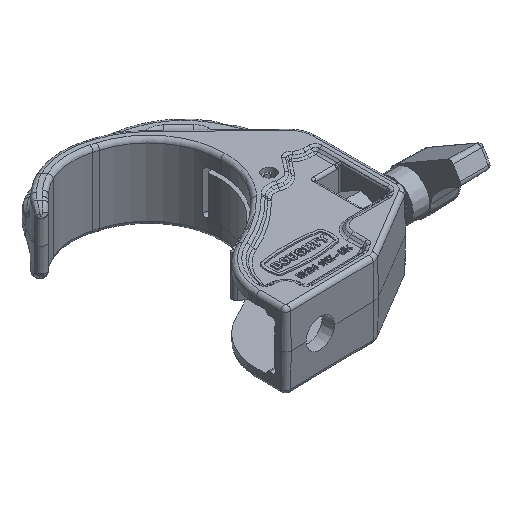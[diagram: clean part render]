
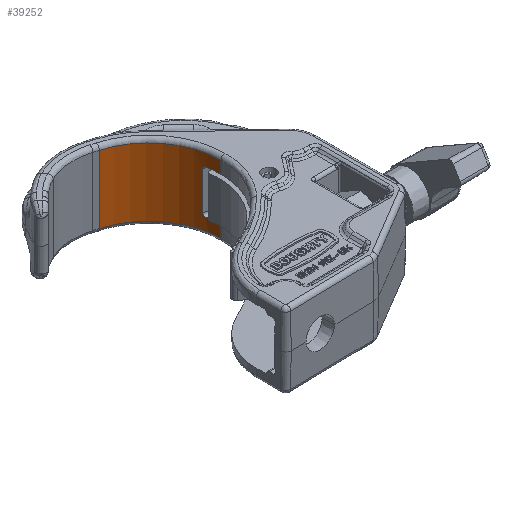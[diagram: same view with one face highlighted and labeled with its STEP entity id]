
A CAD part, isometric view. The second image highlights one B-rep face of the part: STEP entity #39252.
In plain terms, the highlighted cylindrical face has radius 26.719 mm (diameter 53.437 mm), a partial arc.
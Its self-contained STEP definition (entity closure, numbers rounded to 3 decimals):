
#2130 = VERTEX_POINT ( 'NONE', #33545 ) ;
#4495 = CARTESIAN_POINT ( 'NONE',  ( 26.034, 66.429, -8.069 ) ) ;
#4640 = CARTESIAN_POINT ( 'NONE',  ( 7.172, 87.011, 12.526 ) ) ;
#5813 = CARTESIAN_POINT ( 'NONE',  ( 25.865, 67.232, 7.602 ) ) ;
#7094 = CARTESIAN_POINT ( 'NONE',  ( 26.526, 61.327, -8.061 ) ) ;
#7131 = ORIENTED_EDGE ( 'NONE', *, *, #14650, .T. ) ;
#7265 = VECTOR ( 'NONE', #27248, 1000. ) ;
#8271 = CARTESIAN_POINT ( 'NONE',  ( 26.526, 62.994, 8.061 ) ) ;
#8581 = FACE_OUTER_BOUND ( 'NONE', #71868, .T. ) ;
#9423 = DIRECTION ( 'NONE',  ( 0., 0., -1. ) ) ;
#12748 = AXIS2_PLACEMENT_3D ( 'NONE', #35699, #36068, #65156 ) ;
#13034 = EDGE_CURVE ( 'NONE', #40265, #45192, #26421, .T. ) ;
#14165 = CARTESIAN_POINT ( 'NONE',  ( 7.172, 87.011, -12.526 ) ) ;
#14542 = VERTEX_POINT ( 'NONE', #17842 ) ;
#14650 = EDGE_CURVE ( 'NONE', #59109, #44627, #36436, .T. ) ;
#15313 = CIRCLE ( 'NONE', #67796, 26.719 ) ;
#15545 = DIRECTION ( 'NONE',  ( 1., 0., 0. ) ) ;
#15669 = ORIENTED_EDGE ( 'NONE', *, *, #45952, .F. ) ;
#17842 = CARTESIAN_POINT ( 'NONE',  ( 26.526, 61.327, 8.061 ) ) ;
#18779 = CARTESIAN_POINT ( 'NONE',  ( 25.837, 67.353, 7.353 ) ) ;
#20694 = ORIENTED_EDGE ( 'NONE', *, *, #72772, .F. ) ;
#21108 = ORIENTED_EDGE ( 'NONE', *, *, #61856, .F. ) ;
#21455 = CARTESIAN_POINT ( 'NONE',  ( 7.172, 87.011, -14.019 ) ) ;
#21800 = AXIS2_PLACEMENT_3D ( 'NONE', #54419, #26578, #42931 ) ;
#22138 = CARTESIAN_POINT ( 'NONE',  ( 25.83, 67.386, -7.077 ) ) ;
#22320 = CARTESIAN_POINT ( 'NONE',  ( 26.008, 66.562, 8.047 ) ) ;
#25434 = VERTEX_POINT ( 'NONE', #39771 ) ;
#25509 = CARTESIAN_POINT ( 'NONE',  ( 26.37, 64.654, 8.063 ) ) ;
#26250 = CARTESIAN_POINT ( 'NONE',  ( -0.193, 61.327, 12.526 ) ) ;
#26421 = LINE ( 'NONE', #21455, #49613 ) ;
#26578 = DIRECTION ( 'NONE',  ( 0., 0., 1. ) ) ;
#26642 = CARTESIAN_POINT ( 'NONE',  ( 26.526, 61.327, -8.061 ) ) ;
#26964 = CYLINDRICAL_SURFACE ( 'NONE', #21800, 26.719 ) ;
#27134 = EDGE_CURVE ( 'NONE', #25434, #49622, #65776, .T. ) ;
#27248 = DIRECTION ( 'NONE',  ( 0., 0., -1. ) ) ;
#30050 = CARTESIAN_POINT ( 'NONE',  ( 26.37, 64.654, -8.063 ) ) ;
#30049 = CARTESIAN_POINT ( 'NONE',  ( 26.526, 61.327, -14.019 ) ) ;
#31561 = ORIENTED_EDGE ( 'NONE', *, *, #50853, .T. ) ;
#32758 = VERTEX_POINT ( 'NONE', #41182 ) ;
#33545 = CARTESIAN_POINT ( 'NONE',  ( 25.83, 67.386, -7.077 ) ) ;
#34265 = CARTESIAN_POINT ( 'NONE',  ( 25.885, 67.146, -7.71 ) ) ;
#35189 = CARTESIAN_POINT ( 'NONE',  ( 25.83, 67.386, 7.077 ) ) ;
#35699 = CARTESIAN_POINT ( 'NONE',  ( -0.193, 61.327, -12.526 ) ) ;
#36068 = DIRECTION ( 'NONE',  ( 0., 0., 1. ) ) ;
#36436 =( BOUNDED_CURVE ( )  B_SPLINE_CURVE ( 3, ( #7094, #70547, #30050, #66291 ),
 .UNSPECIFIED., .F., .T. ) 
 B_SPLINE_CURVE_WITH_KNOTS ( ( 4, 4 ),
 ( 0., 0.187 ),
 .UNSPECIFIED. ) 
 CURVE ( )  GEOMETRIC_REPRESENTATION_ITEM ( )  RATIONAL_B_SPLINE_CURVE ( ( 1., 0.997, 0.997, 1. ) ) 
 REPRESENTATION_ITEM ( '' )  );
#37485 = CARTESIAN_POINT ( 'NONE',  ( 25.83, 67.386, -14.019 ) ) ;
#39152 = EDGE_CURVE ( 'NONE', #32758, #59109, #52942, .T. ) ;
#39252 = ADVANCED_FACE ( 'NONE', ( #8581 ), #26964, .F. ) ;
#39397 = CARTESIAN_POINT ( 'NONE',  ( 26.034, 66.429, 8.069 ) ) ;
#39771 = CARTESIAN_POINT ( 'NONE',  ( 26.06, 66.292, 8.069 ) ) ;
#39982 = CARTESIAN_POINT ( 'NONE',  ( 26.06, 66.292, -8.069 ) ) ;
#40265 = VERTEX_POINT ( 'NONE', #14165 ) ;
#41182 = CARTESIAN_POINT ( 'NONE',  ( 26.526, 61.327, -12.526 ) ) ;
#42731 = DIRECTION ( 'NONE',  ( 0., 0., 1. ) ) ;
#42931 = DIRECTION ( 'NONE',  ( 1., 0., 0. ) ) ;
#43217 = LINE ( 'NONE', #37485, #7265 ) ;
#43516 = CARTESIAN_POINT ( 'NONE',  ( 25.83, 67.386, 7.077 ) ) ;
#44404 = CIRCLE ( 'NONE', #12748, 26.719 ) ;
#44627 = VERTEX_POINT ( 'NONE', #74235 ) ;
#45192 = VERTEX_POINT ( 'NONE', #4640 ) ;
#45378 = CARTESIAN_POINT ( 'NONE',  ( 26.008, 66.563, -8.047 ) ) ;
#45561 = CARTESIAN_POINT ( 'NONE',  ( 25.955, 66.82, 7.955 ) ) ;
#45952 = EDGE_CURVE ( 'NONE', #32758, #40265, #44404, .T. ) ;
#46551 = CARTESIAN_POINT ( 'NONE',  ( 26.526, 61.327, 12.526 ) ) ;
#46876 = ORIENTED_EDGE ( 'NONE', *, *, #62398, .F. ) ;
#47453 = CARTESIAN_POINT ( 'NONE',  ( 25.884, 67.147, 7.71 ) ) ;
#48261 = B_SPLINE_CURVE_WITH_KNOTS ( 'NONE', 3,
 ( #22138, #52243, #63355, #69090, #34265, #70210, #58343, #45378, #4495, #39982 ),
 .UNSPECIFIED., .F., .F.,
 ( 4, 2, 2, 2, 4 ),
 ( 0., 0., 0.001, 0.001, 0.002 ),
 .UNSPECIFIED. ) ;
#48330 = DIRECTION ( 'NONE',  ( 0., 0., 1. ) ) ;
#48769 = CARTESIAN_POINT ( 'NONE',  ( 26.06, 66.292, 8.069 ) ) ;
#49613 = VECTOR ( 'NONE', #55401, 1000. ) ;
#49622 = VERTEX_POINT ( 'NONE', #43516 ) ;
#50539 = CARTESIAN_POINT ( 'NONE',  ( 26.06, 66.292, 8.069 ) ) ;
#50853 = EDGE_CURVE ( 'NONE', #14542, #61420, #60717, .T. ) ;
#51421 = ORIENTED_EDGE ( 'NONE', *, *, #39152, .T. ) ;
#51769 = ORIENTED_EDGE ( 'NONE', *, *, #13034, .F. ) ;
#52243 = CARTESIAN_POINT ( 'NONE',  ( 25.83, 67.386, -7.217 ) ) ;
#52942 = LINE ( 'NONE', #30049, #73016 ) ;
#54419 = CARTESIAN_POINT ( 'NONE',  ( -0.193, 61.327, -14.019 ) ) ;
#54476 = CARTESIAN_POINT ( 'NONE',  ( 26.526, 61.327, 8.061 ) ) ;
#54595 = CARTESIAN_POINT ( 'NONE',  ( 26.526, 61.327, -14.019 ) ) ;
#55026 = VECTOR ( 'NONE', #42731, 1000. ) ;
#55401 = DIRECTION ( 'NONE',  ( 0., 0., 1. ) ) ;
#56114 = EDGE_CURVE ( 'NONE', #45192, #61420, #15313, .T. ) ;
#56705 = ORIENTED_EDGE ( 'NONE', *, *, #56114, .F. ) ;
#58343 = CARTESIAN_POINT ( 'NONE',  ( 25.955, 66.82, -7.956 ) ) ;
#59109 = VERTEX_POINT ( 'NONE', #26642 ) ;
#60135 = ORIENTED_EDGE ( 'NONE', *, *, #27134, .F. ) ;
#60717 = LINE ( 'NONE', #54595, #55026 ) ;
#61420 = VERTEX_POINT ( 'NONE', #46551 ) ;
#61856 = EDGE_CURVE ( 'NONE', #2130, #44627, #48261, .T. ) ;
#62398 = EDGE_CURVE ( 'NONE', #14542, #25434, #65908, .T. ) ;
#63355 = CARTESIAN_POINT ( 'NONE',  ( 25.837, 67.353, -7.354 ) ) ;
#65156 = DIRECTION ( 'NONE',  ( 0.276, 0.961, 0. ) ) ;
#65776 = B_SPLINE_CURVE_WITH_KNOTS ( 'NONE', 3,
 ( #50539, #39397, #22320, #45561, #68897, #47453, #5813, #18779, #71508, #35189 ),
 .UNSPECIFIED., .F., .F.,
 ( 4, 2, 2, 2, 4 ),
 ( 0., 0., 0.001, 0.001, 0.002 ),
 .UNSPECIFIED. ) ;
#65908 =( BOUNDED_CURVE ( )  B_SPLINE_CURVE ( 3, ( #54476, #8271, #25509, #48769 ),
 .UNSPECIFIED., .F., .T. ) 
 B_SPLINE_CURVE_WITH_KNOTS ( ( 4, 4 ),
 ( 3.142, 3.329 ),
 .UNSPECIFIED. ) 
 CURVE ( )  GEOMETRIC_REPRESENTATION_ITEM ( )  RATIONAL_B_SPLINE_CURVE ( ( 1., 0.997, 0.997, 1. ) ) 
 REPRESENTATION_ITEM ( '' )  );
#66291 = CARTESIAN_POINT ( 'NONE',  ( 26.06, 66.292, -8.069 ) ) ;
#67796 = AXIS2_PLACEMENT_3D ( 'NONE', #26250, #9423, #15545 ) ;
#68897 = CARTESIAN_POINT ( 'NONE',  ( 25.93, 66.938, 7.889 ) ) ;
#69090 = CARTESIAN_POINT ( 'NONE',  ( 25.865, 67.233, -7.6 ) ) ;
#70210 = CARTESIAN_POINT ( 'NONE',  ( 25.93, 66.94, -7.887 ) ) ;
#70547 = CARTESIAN_POINT ( 'NONE',  ( 26.526, 62.994, -8.061 ) ) ;
#71508 = CARTESIAN_POINT ( 'NONE',  ( 25.83, 67.386, 7.217 ) ) ;
#71868 = EDGE_LOOP ( 'NONE', ( #51421, #7131, #21108, #20694, #60135, #46876, #31561, #56705, #51769, #15669 ) ) ;
#72772 = EDGE_CURVE ( 'NONE', #49622, #2130, #43217, .T. ) ;
#73016 = VECTOR ( 'NONE', #48330, 1000. ) ;
#74235 = CARTESIAN_POINT ( 'NONE',  ( 26.06, 66.292, -8.069 ) ) ;
